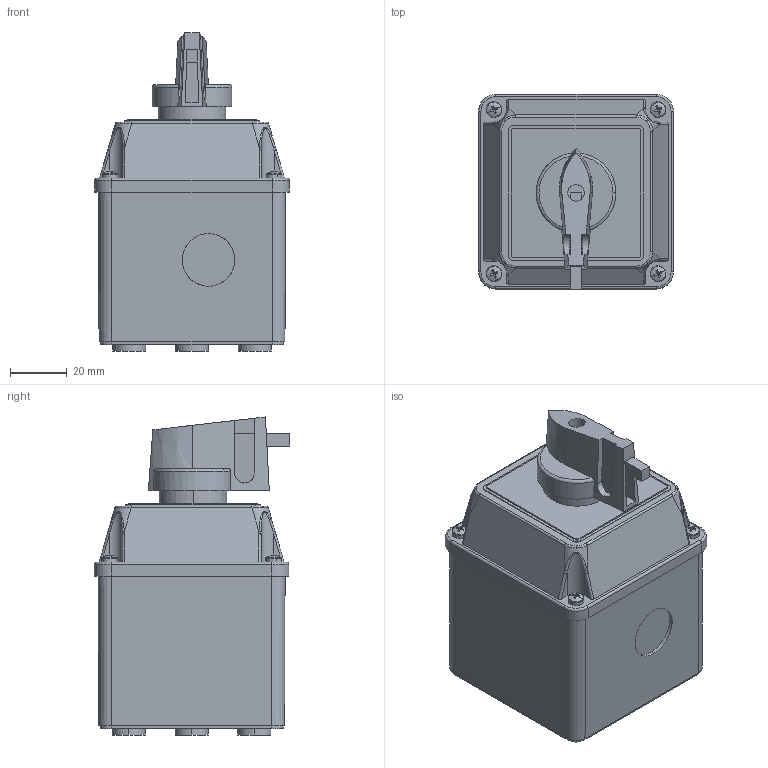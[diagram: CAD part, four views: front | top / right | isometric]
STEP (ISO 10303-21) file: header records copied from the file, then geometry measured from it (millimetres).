
FILE_DESCRIPTION (( 'STEP AP214' ), '1' );
FILE_NAME ('4g20 69 PK S6.2 Ñáîðêà.STEP', '2024-07-04T06:20:40', ( '' ), ( '' ), 'SwSTEP 2.0', 'SolidWorks 2022', '' );
FILE_SCHEMA (( 'AUTOMOTIVE_DESIGN' ));
Length unit declared in the file: millimetre
Products named in the file (8): Бобышка для экрана; Флажок рычага; 4g20 69 PK S6.2 Сборка; pan cross head_am_B18.6.7M - M3 x 0.5 x 8 Type I Cross Recessed PHMS --8S; 4g20 69 PK S6.2 Корпус; Экран; Рычаг вырез; Вверх рубильника Флажок
Assembly tree (10 placements, depth 3):
  4g20 69 PK S6.2 Сборка
    4g20 69 PK S6.2 Корпус
    Вверх рубильника Флажок
      Бобышка для экрана
      Экран
      Рычаг вырез
      Флажок рычага
    pan cross head_am_B18.6.7M - M3 x 0.5 x 8 Type I Cross Recessed PHMS --8S  x4
Bounding box: 68.9 x 69.19 x 112.58 mm (x, y, z)
Volume: 341092.2 mm3; surface area: 54820.7 mm2
Topology: 9 solids, 11 shells, 722 faces, 1824 edges, 1145 vertices
Faces by surface type: cone 262, cylinder 235, plane 182, bspline 20, torus 15, sphere 8
Entity records: 12499 total; most frequent: CARTESIAN_POINT 3122, DIRECTION 1983, ORIENTED_EDGE 1872, EDGE_CURVE 936, AXIS2_PLACEMENT_3D 764, VERTEX_POINT 593, LINE 455, VECTOR 455
